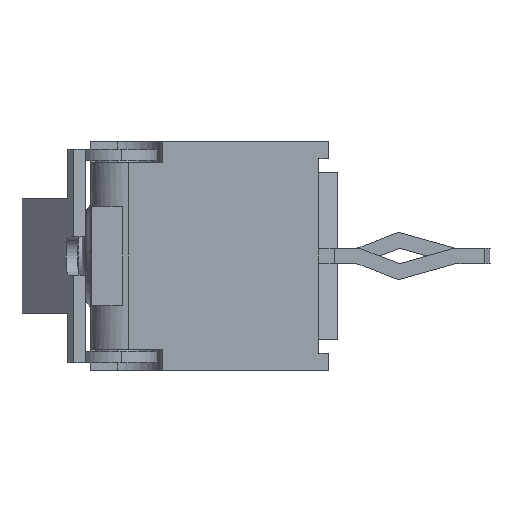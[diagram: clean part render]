
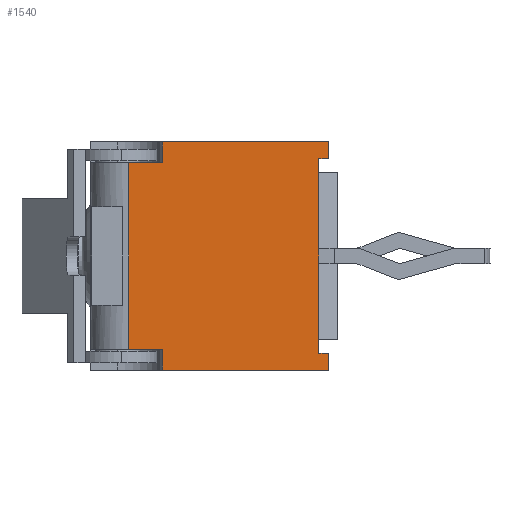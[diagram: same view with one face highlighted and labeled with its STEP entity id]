
A CAD part, left-side view. The second image highlights one B-rep face of the part: STEP entity #1540.
In plain terms, the highlighted planar face has unit normal (-1, 0, 0).
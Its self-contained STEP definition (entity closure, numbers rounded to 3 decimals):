
#86 = ORIENTED_EDGE ( 'NONE', *, *, #4118, .F. ) ;
#171 = ORIENTED_EDGE ( 'NONE', *, *, #4595, .T. ) ;
#197 = EDGE_CURVE ( 'NONE', #4884, #4547, #1174, .T. ) ;
#212 = EDGE_CURVE ( 'NONE', #4584, #269, #1218, .T. ) ;
#269 = VERTEX_POINT ( 'NONE', #1332 ) ;
#340 = EDGE_CURVE ( 'NONE', #2520, #4988, #1473, .T. ) ;
#349 = ORIENTED_EDGE ( 'NONE', *, *, #5060, .F. ) ;
#419 = EDGE_CURVE ( 'NONE', #4593, #4547, #1739, .T. ) ;
#450 = EDGE_CURVE ( 'NONE', #4584, #4955, #1883, .T. ) ;
#510 = VERTEX_POINT ( 'NONE', #2125 ) ;
#566 = ORIENTED_EDGE ( 'NONE', *, *, #340, .T. ) ;
#679 = ORIENTED_EDGE ( 'NONE', *, *, #419, .F. ) ;
#943 = LINE ( 'NONE', #944, #945 ) ;
#944 = CARTESIAN_POINT ( 'NONE',  ( -9.65, -1.25, 6. ) ) ;
#945 = VECTOR ( 'NONE', #946, 1000. ) ;
#946 = DIRECTION ( 'NONE',  ( 0., -1., 0. ) ) ;
#1010 = ORIENTED_EDGE ( 'NONE', *, *, #197, .T. ) ;
#1066 = EDGE_LOOP ( 'NONE', ( #349, #4794, #4454, #1010, #679, #86, #4954, #4469, #4384, #171, #566, #2202 ) ) ;
#1121 = VERTEX_POINT ( 'NONE', #3904 ) ;
#1174 = LINE ( 'NONE', #1175, #1176 ) ;
#1175 = CARTESIAN_POINT ( 'NONE',  ( -9.65, -1., 5.55 ) ) ;
#1176 = VECTOR ( 'NONE', #1177, 1000. ) ;
#1177 = DIRECTION ( 'NONE',  ( 0., -1., 0. ) ) ;
#1218 = LINE ( 'NONE', #1219, #1220 ) ;
#1219 = CARTESIAN_POINT ( 'NONE',  ( -9.65, 5., 5.45 ) ) ;
#1220 = VECTOR ( 'NONE', #1223, 1000. ) ;
#1223 = DIRECTION ( 'NONE',  ( 0., -1., 0. ) ) ;
#1332 = CARTESIAN_POINT ( 'NONE',  ( -9.65, 3.1, 5.45 ) ) ;
#1346 = EDGE_CURVE ( 'NONE', #269, #510, #1687, .T. ) ;
#1424 = CARTESIAN_POINT ( 'NONE',  ( -9.65, -1.25, 0.45 ) ) ;
#1473 = LINE ( 'NONE', #1474, #1475 ) ;
#1474 = CARTESIAN_POINT ( 'NONE',  ( -9.65, 3.1, 0.55 ) ) ;
#1475 = VECTOR ( 'NONE', #1476, 1000. ) ;
#1476 = DIRECTION ( 'NONE',  ( 0., 0., -1. ) ) ;
#1540 = ADVANCED_FACE ( 'NONE', ( #1832 ), #1833, .F. ) ;
#1687 = LINE ( 'NONE', #1688, #1689 ) ;
#1688 = CARTESIAN_POINT ( 'NONE',  ( -9.65, 3.1, 5.45 ) ) ;
#1689 = VECTOR ( 'NONE', #1690, 1000. ) ;
#1690 = DIRECTION ( 'NONE',  ( 0., 0., 1. ) ) ;
#1739 = LINE ( 'NONE', #1740, #1741 ) ;
#1740 = CARTESIAN_POINT ( 'NONE',  ( -9.65, -1.25, 6. ) ) ;
#1741 = VECTOR ( 'NONE', #1742, 1000. ) ;
#1742 = DIRECTION ( 'NONE',  ( 0., 0., -1. ) ) ;
#1832 = FACE_OUTER_BOUND ( 'NONE', #1066, .T. ) ;
#1833 = PLANE ( 'NONE',  #1834 ) ;
#1834 = AXIS2_PLACEMENT_3D ( 'NONE', #1835, #1836, #1838 ) ;
#1835 = CARTESIAN_POINT ( 'NONE',  ( -9.65, -1.25, 6. ) ) ;
#1836 = DIRECTION ( 'NONE',  ( 1., 0., 0. ) ) ;
#1838 = DIRECTION ( 'NONE',  ( 0., 1., 0. ) ) ;
#1883 = LINE ( 'NONE', #1884, #1885 ) ;
#1884 = CARTESIAN_POINT ( 'NONE',  ( -9.65, 4., 6. ) ) ;
#1885 = VECTOR ( 'NONE', #1886, 1000. ) ;
#1886 = DIRECTION ( 'NONE',  ( 0., 0., -1. ) ) ;
#2056 = LINE ( 'NONE', #2057, #2058 ) ;
#2057 = CARTESIAN_POINT ( 'NONE',  ( -9.65, -1., 0.45 ) ) ;
#2058 = VECTOR ( 'NONE', #2059, 1000. ) ;
#2059 = DIRECTION ( 'NONE',  ( 0., -1., 0. ) ) ;
#2125 = CARTESIAN_POINT ( 'NONE',  ( -9.65, 3.1, 6. ) ) ;
#2202 = ORIENTED_EDGE ( 'NONE', *, *, #5121, .T. ) ;
#2455 = CARTESIAN_POINT ( 'NONE',  ( -9.65, -1., 5.55 ) ) ;
#2520 = VERTEX_POINT ( 'NONE', #2598 ) ;
#2598 = CARTESIAN_POINT ( 'NONE',  ( -9.65, 3.1, 0.55 ) ) ;
#2634 = CARTESIAN_POINT ( 'NONE',  ( -9.65, -1.25, 5.55 ) ) ;
#2683 = CARTESIAN_POINT ( 'NONE',  ( -9.65, 4., 0.55 ) ) ;
#2836 = CARTESIAN_POINT ( 'NONE',  ( -9.65, 3.1, 0. ) ) ;
#3012 = CARTESIAN_POINT ( 'NONE',  ( -9.65, 4., 5.45 ) ) ;
#3068 = CARTESIAN_POINT ( 'NONE',  ( -9.65, -1.25, 6. ) ) ;
#3088 = LINE ( 'NONE', #3089, #3090 ) ;
#3089 = CARTESIAN_POINT ( 'NONE',  ( -9.65, 5., 0.55 ) ) ;
#3090 = VECTOR ( 'NONE', #3091, 1000. ) ;
#3091 = DIRECTION ( 'NONE',  ( 0., -1., 0. ) ) ;
#3179 = LINE ( 'NONE', #3180, #3181 ) ;
#3180 = CARTESIAN_POINT ( 'NONE',  ( -9.65, -1.25, 6. ) ) ;
#3181 = VECTOR ( 'NONE', #3182, 1000. ) ;
#3182 = DIRECTION ( 'NONE',  ( 0., 0., -1. ) ) ;
#3242 = LINE ( 'NONE', #3243, #3244 ) ;
#3243 = CARTESIAN_POINT ( 'NONE',  ( -9.65, -1., 5.55 ) ) ;
#3244 = VECTOR ( 'NONE', #3245, 1000. ) ;
#3245 = DIRECTION ( 'NONE',  ( 0., 0., -1. ) ) ;
#3415 = LINE ( 'NONE', #3416, #3417 ) ;
#3416 = CARTESIAN_POINT ( 'NONE',  ( -9.65, -1.25, 0. ) ) ;
#3417 = VECTOR ( 'NONE', #3418, 1000. ) ;
#3418 = DIRECTION ( 'NONE',  ( 0., -1., 0. ) ) ;
#3694 = CARTESIAN_POINT ( 'NONE',  ( -9.65, -1.25, 0. ) ) ;
#3904 = CARTESIAN_POINT ( 'NONE',  ( -9.65, -1., 0.45 ) ) ;
#4118 = EDGE_CURVE ( 'NONE', #510, #4593, #943, .T. ) ;
#4384 = ORIENTED_EDGE ( 'NONE', *, *, #450, .T. ) ;
#4422 = VERTEX_POINT ( 'NONE', #1424 ) ;
#4454 = ORIENTED_EDGE ( 'NONE', *, *, #5073, .F. ) ;
#4469 = ORIENTED_EDGE ( 'NONE', *, *, #212, .F. ) ;
#4547 = VERTEX_POINT ( 'NONE', #2634 ) ;
#4584 = VERTEX_POINT ( 'NONE', #3012 ) ;
#4593 = VERTEX_POINT ( 'NONE', #3068 ) ;
#4595 = EDGE_CURVE ( 'NONE', #4955, #2520, #3088, .T. ) ;
#4689 = VERTEX_POINT ( 'NONE', #3694 ) ;
#4794 = ORIENTED_EDGE ( 'NONE', *, *, #4815, .F. ) ;
#4815 = EDGE_CURVE ( 'NONE', #1121, #4422, #2056, .T. ) ;
#4884 = VERTEX_POINT ( 'NONE', #2455 ) ;
#4954 = ORIENTED_EDGE ( 'NONE', *, *, #1346, .F. ) ;
#4955 = VERTEX_POINT ( 'NONE', #2683 ) ;
#4988 = VERTEX_POINT ( 'NONE', #2836 ) ;
#5060 = EDGE_CURVE ( 'NONE', #4422, #4689, #3179, .T. ) ;
#5073 = EDGE_CURVE ( 'NONE', #4884, #1121, #3242, .T. ) ;
#5121 = EDGE_CURVE ( 'NONE', #4988, #4689, #3415, .T. ) ;
